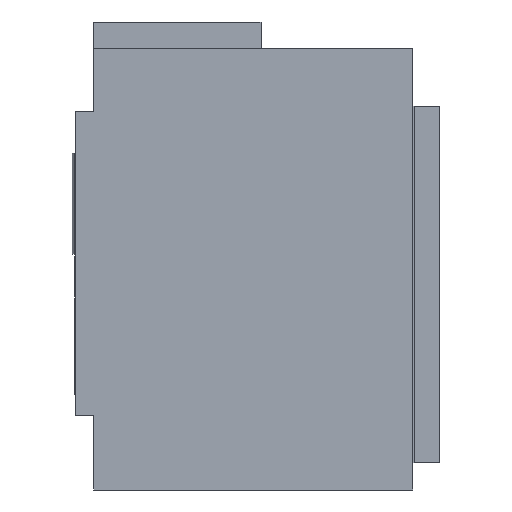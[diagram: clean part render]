
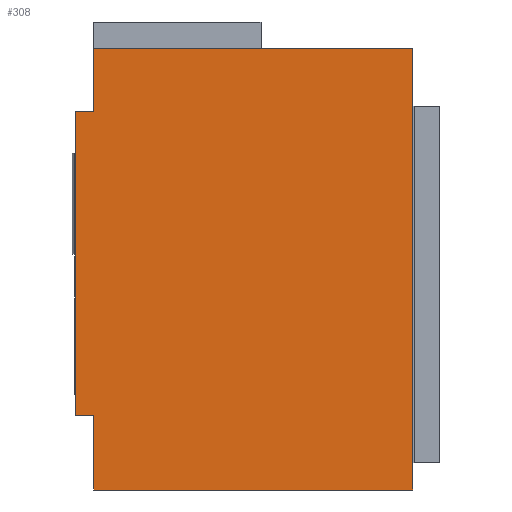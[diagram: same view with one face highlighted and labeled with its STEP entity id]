
A CAD part, left-side view. The second image highlights one B-rep face of the part: STEP entity #308.
In plain terms, the highlighted planar face has unit normal (-1, 0, 0).
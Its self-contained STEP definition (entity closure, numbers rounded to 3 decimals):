
#258=AXIS2_PLACEMENT_3D('Plane Axis2P3D',#255,#256,#257) ;
#102=CARTESIAN_POINT('Vertex',(-155.5,115.333,31.178)) ;
#105=CARTESIAN_POINT('Line Origine',(-155.5,122.333,31.178)) ;
#109=CARTESIAN_POINT('Vertex',(-155.5,129.333,31.178)) ;
#181=CARTESIAN_POINT('Vertex',(-155.5,115.333,316.678)) ;
#184=CARTESIAN_POINT('Line Origine',(-155.5,-8.667,316.678)) ;
#188=CARTESIAN_POINT('Vertex',(-155.5,-132.667,316.678)) ;
#255=CARTESIAN_POINT('Axis2P3D Location',(-155.5,0.,0.)) ;
#260=CARTESIAN_POINT('Line Origine',(-155.5,115.333,2.428)) ;
#264=CARTESIAN_POINT('Vertex',(-155.5,115.333,-26.322)) ;
#267=CARTESIAN_POINT('Line Origine',(-155.5,-8.667,-26.322)) ;
#271=CARTESIAN_POINT('Vertex',(-155.5,-132.667,-26.322)) ;
#274=CARTESIAN_POINT('Line Origine',(-155.5,-132.667,145.178)) ;
#279=CARTESIAN_POINT('Line Origine',(-155.5,115.333,292.178)) ;
#283=CARTESIAN_POINT('Vertex',(-155.5,115.333,267.678)) ;
#286=CARTESIAN_POINT('Line Origine',(-155.5,122.333,267.678)) ;
#290=CARTESIAN_POINT('Vertex',(-155.5,129.333,267.678)) ;
#293=CARTESIAN_POINT('Line Origine',(-155.5,129.333,149.428)) ;
#106=DIRECTION('Vector Direction',(0.,-1.,0.)) ;
#185=DIRECTION('Vector Direction',(0.,1.,0.)) ;
#256=DIRECTION('Axis2P3D Direction',(1.,0.,0.)) ;
#257=DIRECTION('Axis2P3D XDirection',(0.,1.,0.)) ;
#261=DIRECTION('Vector Direction',(0.,0.,1.)) ;
#268=DIRECTION('Vector Direction',(0.,-1.,0.)) ;
#275=DIRECTION('Vector Direction',(0.,0.,-1.)) ;
#280=DIRECTION('Vector Direction',(0.,0.,1.)) ;
#287=DIRECTION('Vector Direction',(0.,-1.,0.)) ;
#294=DIRECTION('Vector Direction',(0.,0.,-1.)) ;
#107=VECTOR('Line Direction',#106,1.) ;
#186=VECTOR('Line Direction',#185,1.) ;
#262=VECTOR('Line Direction',#261,1.) ;
#269=VECTOR('Line Direction',#268,1.) ;
#276=VECTOR('Line Direction',#275,1.) ;
#281=VECTOR('Line Direction',#280,1.) ;
#288=VECTOR('Line Direction',#287,1.) ;
#295=VECTOR('Line Direction',#294,1.) ;
#299=ORIENTED_EDGE('',*,*,#266,.F.) ;
#300=ORIENTED_EDGE('',*,*,#273,.F.) ;
#301=ORIENTED_EDGE('',*,*,#278,.F.) ;
#302=ORIENTED_EDGE('',*,*,#190,.F.) ;
#303=ORIENTED_EDGE('',*,*,#285,.F.) ;
#304=ORIENTED_EDGE('',*,*,#292,.F.) ;
#305=ORIENTED_EDGE('',*,*,#297,.F.) ;
#306=ORIENTED_EDGE('',*,*,#111,.T.) ;
#308=ADVANCED_FACE('RX0473001_1PA_001_00_SIMULACRO_PF_N0_III.1\\PartBody',(#307),#259,.F.) ;
#111=EDGE_CURVE('',#110,#103,#108,.T.) ;
#190=EDGE_CURVE('',#182,#189,#187,.F.) ;
#266=EDGE_CURVE('',#265,#103,#263,.T.) ;
#273=EDGE_CURVE('',#272,#265,#270,.F.) ;
#278=EDGE_CURVE('',#189,#272,#277,.T.) ;
#285=EDGE_CURVE('',#284,#182,#282,.T.) ;
#292=EDGE_CURVE('',#291,#284,#289,.T.) ;
#297=EDGE_CURVE('',#110,#291,#296,.F.) ;
#298=EDGE_LOOP('',(#299,#300,#301,#302,#303,#304,#305,#306)) ;
#307=FACE_OUTER_BOUND('',#298,.T.) ;
#108=LINE('Line',#105,#107) ;
#187=LINE('Line',#184,#186) ;
#263=LINE('Line',#260,#262) ;
#270=LINE('Line',#267,#269) ;
#277=LINE('Line',#274,#276) ;
#282=LINE('Line',#279,#281) ;
#289=LINE('Line',#286,#288) ;
#296=LINE('Line',#293,#295) ;
#259=PLANE('',#258) ;
#103=VERTEX_POINT('',#102) ;
#110=VERTEX_POINT('',#109) ;
#182=VERTEX_POINT('',#181) ;
#189=VERTEX_POINT('',#188) ;
#265=VERTEX_POINT('',#264) ;
#272=VERTEX_POINT('',#271) ;
#284=VERTEX_POINT('',#283) ;
#291=VERTEX_POINT('',#290) ;
